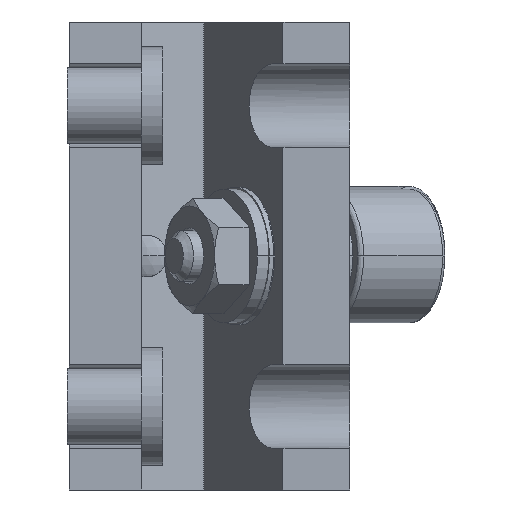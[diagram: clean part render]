
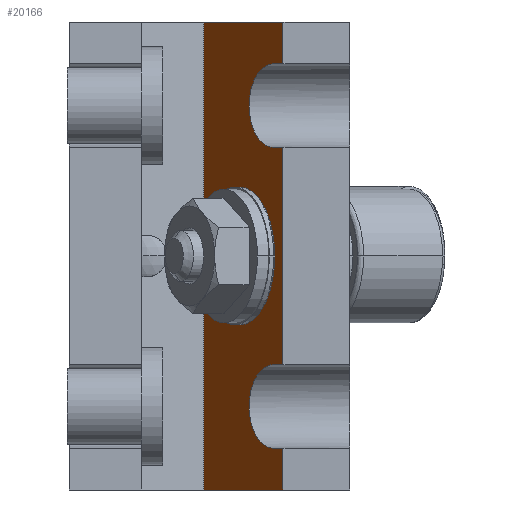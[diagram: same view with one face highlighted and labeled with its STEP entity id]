
A CAD part, left-side view. The second image highlights one B-rep face of the part: STEP entity #20166.
In plain terms, the highlighted planar face has unit normal (-0.5, 0.866, 0).
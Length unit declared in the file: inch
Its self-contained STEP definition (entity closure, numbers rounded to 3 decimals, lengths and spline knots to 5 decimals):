
#186 = CARTESIAN_POINT ( 'NONE',  ( -0.78567, 0.23483, 0. ) ) ;
#433 = EDGE_CURVE ( 'NONE', #3328, #10928, #9880, .T. ) ;
#684 = CARTESIAN_POINT ( 'NONE',  ( -1.0625, 0.075, 0.71875 ) ) ;
#1005 = CIRCLE ( 'NONE', #2434, 0.09625 ) ;
#1049 = DIRECTION ( 'NONE',  ( 0., 0., 1. ) ) ;
#1443 = ORIENTED_EDGE ( 'NONE', *, *, #11799, .T. ) ;
#1915 = EDGE_LOOP ( 'NONE', ( #1443, #3225 ) ) ;
#1933 = LINE ( 'NONE', #2032, #7492 ) ;
#1980 = PLANE ( 'NONE',  #7434 ) ;
#2032 = CARTESIAN_POINT ( 'NONE',  ( -1.0625, 0.075, 0.40625 ) ) ;
#2281 = LINE ( 'NONE', #17600, #17221 ) ;
#2428 = LINE ( 'NONE', #9522, #18483 ) ;
#2434 = AXIS2_PLACEMENT_3D ( 'NONE', #186, #14444, #19343 ) ;
#2481 = VERTEX_POINT ( 'NONE', #8311 ) ;
#2895 = LINE ( 'NONE', #13306, #17035 ) ;
#2976 = CARTESIAN_POINT ( 'NONE',  ( -1., 0.11108, -0.71875 ) ) ;
#3225 = ORIENTED_EDGE ( 'NONE', *, *, #5578, .T. ) ;
#3328 = VERTEX_POINT ( 'NONE', #684 ) ;
#3746 = ORIENTED_EDGE ( 'NONE', *, *, #17089, .F. ) ;
#3767 = ORIENTED_EDGE ( 'NONE', *, *, #433, .F. ) ;
#3793 = CARTESIAN_POINT ( 'NONE',  ( -1., 0.11108, 0.71875 ) ) ;
#3888 = VERTEX_POINT ( 'NONE', #7402 ) ;
#3932 = CARTESIAN_POINT ( 'NONE',  ( -1.0625, 0.075, 0.40625 ) ) ;
#4206 = DIRECTION ( 'NONE',  ( 0.866, 0.5, 0. ) ) ;
#4308 = ORIENTED_EDGE ( 'NONE', *, *, #15968, .F. ) ;
#4335 = DIRECTION ( 'NONE',  ( 0.5, -0.866, 0. ) ) ;
#4722 = ORIENTED_EDGE ( 'NONE', *, *, #10380, .F. ) ;
#4808 = CARTESIAN_POINT ( 'NONE',  ( -0.6875, 0.29151, -0.40625 ) ) ;
#4891 = LINE ( 'NONE', #11881, #17904 ) ;
#4901 = LINE ( 'NONE', #6400, #15373 ) ;
#5399 = CARTESIAN_POINT ( 'NONE',  ( -1.0625, 0.075, -0.875 ) ) ;
#5480 = ORIENTED_EDGE ( 'NONE', *, *, #19114, .F. ) ;
#5578 = EDGE_CURVE ( 'NONE', #3888, #9694, #10962, .T. ) ;
#5646 = EDGE_CURVE ( 'NONE', #14914, #21805, #11769, .T. ) ;
#5938 = ORIENTED_EDGE ( 'NONE', *, *, #17439, .T. ) ;
#5984 = CARTESIAN_POINT ( 'NONE',  ( -0.55, 0.37089, 0.875 ) ) ;
#6147 = VERTEX_POINT ( 'NONE', #3932 ) ;
#6324 = EDGE_CURVE ( 'NONE', #21203, #21117, #2281, .T. ) ;
#6400 = CARTESIAN_POINT ( 'NONE',  ( -1.0625, 0.075, -0.875 ) ) ;
#7402 = CARTESIAN_POINT ( 'NONE',  ( -0.86903, 0.1867, 0. ) ) ;
#7434 = AXIS2_PLACEMENT_3D ( 'NONE', #16164, #7452, #8956 ) ;
#7452 = DIRECTION ( 'NONE',  ( -0.5, 0.866, 0. ) ) ;
#7492 = VECTOR ( 'NONE', #11055, 39.37008 ) ;
#7585 = DIRECTION ( 'NONE',  ( 0., 0., 1. ) ) ;
#7617 = CARTESIAN_POINT ( 'NONE',  ( -1.0625, 0.075, -0.40625 ) ) ;
#7862 = DIRECTION ( 'NONE',  ( -0.866, -0.5, 0. ) ) ;
#8311 = CARTESIAN_POINT ( 'NONE',  ( -1.0625, 0.075, 0.875 ) ) ;
#8432 = DIRECTION ( 'NONE',  ( 0.866, 0.5, 0. ) ) ;
#8571 =( BOUNDED_CURVE ( )  B_SPLINE_CURVE ( 3, ( #3793, #8584, #15570, #14079 ),
 .UNSPECIFIED., .F., .F. ) 
 B_SPLINE_CURVE_WITH_KNOTS ( ( 4, 4 ),
 ( 4.71239, 7.85398 ),
 .UNSPECIFIED. ) 
 CURVE ( )  GEOMETRIC_REPRESENTATION_ITEM ( )  RATIONAL_B_SPLINE_CURVE ( ( 1., 0.333, 0.333, 1. ) ) 
 REPRESENTATION_ITEM ( '' )  );
#8584 = CARTESIAN_POINT ( 'NONE',  ( -0.6875, 0.29151, 0.71875 ) ) ;
#8956 = DIRECTION ( 'NONE',  ( -0.866, -0.5, 0. ) ) ;
#9145 = DIRECTION ( 'NONE',  ( -0.866, -0.5, 0. ) ) ;
#9247 = CARTESIAN_POINT ( 'NONE',  ( -0.78567, 0.23483, 0. ) ) ;
#9402 = DIRECTION ( 'NONE',  ( 0., 0., 1. ) ) ;
#9522 = CARTESIAN_POINT ( 'NONE',  ( -1.0625, 0.075, -0.875 ) ) ;
#9694 = VERTEX_POINT ( 'NONE', #14894 ) ;
#9880 = LINE ( 'NONE', #21570, #19305 ) ;
#10084 = EDGE_CURVE ( 'NONE', #11094, #2481, #22547, .T. ) ;
#10328 = VECTOR ( 'NONE', #21660, 39.37008 ) ;
#10380 = EDGE_CURVE ( 'NONE', #21939, #6147, #1933, .T. ) ;
#10448 = CARTESIAN_POINT ( 'NONE',  ( -1., 0.11108, 0.71875 ) ) ;
#10751 = EDGE_CURVE ( 'NONE', #21412, #6147, #2895, .T. ) ;
#10928 = VERTEX_POINT ( 'NONE', #10448 ) ;
#10962 = CIRCLE ( 'NONE', #13143, 0.09625 ) ;
#10979 = CARTESIAN_POINT ( 'NONE',  ( -1., 0.11108, 0.40625 ) ) ;
#11055 = DIRECTION ( 'NONE',  ( -0.866, -0.5, 0. ) ) ;
#11094 = VERTEX_POINT ( 'NONE', #5984 ) ;
#11769 = LINE ( 'NONE', #22147, #18256 ) ;
#11799 = EDGE_CURVE ( 'NONE', #9694, #3888, #1005, .T. ) ;
#11803 =( BOUNDED_CURVE ( )  B_SPLINE_CURVE ( 3, ( #21952, #4808, #16599, #2976 ),
 .UNSPECIFIED., .F., .F. ) 
 B_SPLINE_CURVE_WITH_KNOTS ( ( 4, 4 ),
 ( 4.71239, 7.85398 ),
 .UNSPECIFIED. ) 
 CURVE ( )  GEOMETRIC_REPRESENTATION_ITEM ( )  RATIONAL_B_SPLINE_CURVE ( ( 1., 0.333, 0.333, 1. ) ) 
 REPRESENTATION_ITEM ( '' )  );
#11881 = CARTESIAN_POINT ( 'NONE',  ( -1.0625, 0.075, -0.40625 ) ) ;
#11965 = EDGE_CURVE ( 'NONE', #3328, #2481, #2428, .T. ) ;
#12799 = ORIENTED_EDGE ( 'NONE', *, *, #10084, .F. ) ;
#12827 = FACE_OUTER_BOUND ( 'NONE', #13398, .T. ) ;
#12988 = ORIENTED_EDGE ( 'NONE', *, *, #22192, .F. ) ;
#13143 = AXIS2_PLACEMENT_3D ( 'NONE', #9247, #4335, #7862 ) ;
#13306 = CARTESIAN_POINT ( 'NONE',  ( -1.0625, 0.075, -0.875 ) ) ;
#13398 = EDGE_LOOP ( 'NONE', ( #3767, #21487, #12799, #5480, #16760, #5938, #20747, #4308, #3746, #17410, #4722, #12988 ) ) ;
#14079 = CARTESIAN_POINT ( 'NONE',  ( -1., 0.11108, 0.40625 ) ) ;
#14330 = DIRECTION ( 'NONE',  ( -0.866, -0.5, 0. ) ) ;
#14444 = DIRECTION ( 'NONE',  ( 0.5, -0.866, 0. ) ) ;
#14446 = CARTESIAN_POINT ( 'NONE',  ( -0.55, 0.37089, -0.875 ) ) ;
#14700 = LINE ( 'NONE', #19585, #10328 ) ;
#14894 = CARTESIAN_POINT ( 'NONE',  ( -0.70232, 0.28295, 0. ) ) ;
#14914 = VERTEX_POINT ( 'NONE', #19180 ) ;
#15373 = VECTOR ( 'NONE', #1049, 39.37008 ) ;
#15570 = CARTESIAN_POINT ( 'NONE',  ( -0.6875, 0.29151, 0.40625 ) ) ;
#15809 = CARTESIAN_POINT ( 'NONE',  ( -1.0625, 0.075, -0.71875 ) ) ;
#15968 = EDGE_CURVE ( 'NONE', #19966, #14914, #11803, .T. ) ;
#16164 = CARTESIAN_POINT ( 'NONE',  ( -1.0625, 0.075, -0.875 ) ) ;
#16271 = FACE_BOUND ( 'NONE', #1915, .T. ) ;
#16328 = CARTESIAN_POINT ( 'NONE',  ( -1., 0.11108, -0.40625 ) ) ;
#16599 = CARTESIAN_POINT ( 'NONE',  ( -0.6875, 0.29151, -0.71875 ) ) ;
#16760 = ORIENTED_EDGE ( 'NONE', *, *, #6324, .T. ) ;
#17035 = VECTOR ( 'NONE', #7585, 39.37008 ) ;
#17089 = EDGE_CURVE ( 'NONE', #21412, #19966, #4891, .T. ) ;
#17221 = VECTOR ( 'NONE', #9145, 39.37008 ) ;
#17410 = ORIENTED_EDGE ( 'NONE', *, *, #10751, .T. ) ;
#17439 = EDGE_CURVE ( 'NONE', #21117, #21805, #4901, .T. ) ;
#17600 = CARTESIAN_POINT ( 'NONE',  ( -1.0625, 0.075, -0.875 ) ) ;
#17904 = VECTOR ( 'NONE', #8432, 39.37008 ) ;
#18256 = VECTOR ( 'NONE', #20778, 39.37008 ) ;
#18483 = VECTOR ( 'NONE', #9402, 39.37008 ) ;
#19114 = EDGE_CURVE ( 'NONE', #21203, #11094, #14700, .T. ) ;
#19180 = CARTESIAN_POINT ( 'NONE',  ( -1., 0.11108, -0.71875 ) ) ;
#19305 = VECTOR ( 'NONE', #4206, 39.37008 ) ;
#19343 = DIRECTION ( 'NONE',  ( -0.866, -0.5, 0. ) ) ;
#19585 = CARTESIAN_POINT ( 'NONE',  ( -0.55, 0.37089, -0.875 ) ) ;
#19966 = VERTEX_POINT ( 'NONE', #16328 ) ;
#20166 = ADVANCED_FACE ( 'NONE', ( #12827, #16271 ), #1980, .T. ) ;
#20747 = ORIENTED_EDGE ( 'NONE', *, *, #5646, .F. ) ;
#20778 = DIRECTION ( 'NONE',  ( -0.866, -0.5, 0. ) ) ;
#21117 = VERTEX_POINT ( 'NONE', #5399 ) ;
#21170 = CARTESIAN_POINT ( 'NONE',  ( -1.0625, 0.075, 0.875 ) ) ;
#21203 = VERTEX_POINT ( 'NONE', #14446 ) ;
#21389 = VECTOR ( 'NONE', #14330, 39.37008 ) ;
#21412 = VERTEX_POINT ( 'NONE', #7617 ) ;
#21487 = ORIENTED_EDGE ( 'NONE', *, *, #11965, .T. ) ;
#21570 = CARTESIAN_POINT ( 'NONE',  ( -1.0625, 0.075, 0.71875 ) ) ;
#21660 = DIRECTION ( 'NONE',  ( 0., 0., 1. ) ) ;
#21805 = VERTEX_POINT ( 'NONE', #15809 ) ;
#21939 = VERTEX_POINT ( 'NONE', #10979 ) ;
#21952 = CARTESIAN_POINT ( 'NONE',  ( -1., 0.11108, -0.40625 ) ) ;
#22147 = CARTESIAN_POINT ( 'NONE',  ( -1.0625, 0.075, -0.71875 ) ) ;
#22192 = EDGE_CURVE ( 'NONE', #10928, #21939, #8571, .T. ) ;
#22547 = LINE ( 'NONE', #21170, #21389 ) ;
